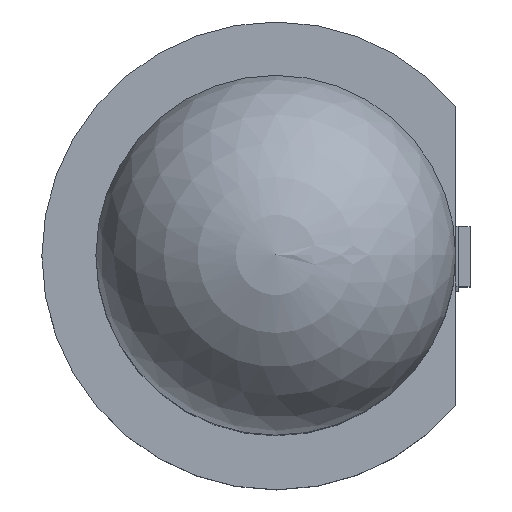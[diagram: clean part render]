
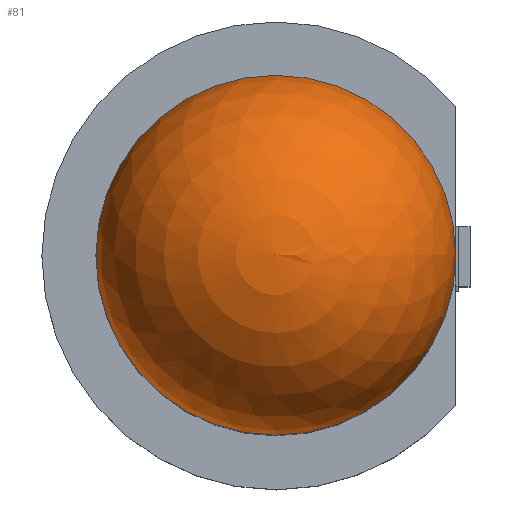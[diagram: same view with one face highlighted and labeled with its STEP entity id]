
A CAD part, top view. The second image highlights one B-rep face of the part: STEP entity #81.
In plain terms, the highlighted spherical face has radius 1.5 mm.
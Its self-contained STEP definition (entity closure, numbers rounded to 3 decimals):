
#81 = ADVANCED_FACE( '', ( #176, #177 ), #178, .T. );
#176 = FACE_BOUND( '', #285, .T. );
#177 = FACE_OUTER_BOUND( '', #286, .T. );
#178 = SPHERICAL_SURFACE( '', #287, 1.5 );
#285 = VERTEX_LOOP( '', #474 );
#286 = EDGE_LOOP( '', ( #475 ) );
#287 = AXIS2_PLACEMENT_3D( '', #476, #477, #478 );
#474 = VERTEX_POINT( '', #725 );
#475 = ORIENTED_EDGE( '', *, *, #726, .F. );
#476 = CARTESIAN_POINT( '', ( 0., 0., 3.8 ) );
#477 = DIRECTION( '', ( 0., 0., 1. ) );
#478 = DIRECTION( '', ( 1., 0., 0. ) );
#725 = CARTESIAN_POINT( '', ( 0., 0., 5.3 ) );
#726 = EDGE_CURVE( '', #892, #892, #893, .T. );
#892 = VERTEX_POINT( '', #1124 );
#893 = CIRCLE( '', #1125, 1.5 );
#1124 = CARTESIAN_POINT( '', ( -1.5, 0., 3.8 ) );
#1125 = AXIS2_PLACEMENT_3D( '', #1260, #1261, #1262 );
#1260 = CARTESIAN_POINT( '', ( 0., 0., 3.8 ) );
#1261 = DIRECTION( '', ( 0., 0., -1. ) );
#1262 = DIRECTION( '', ( -1., 0., 0. ) );
